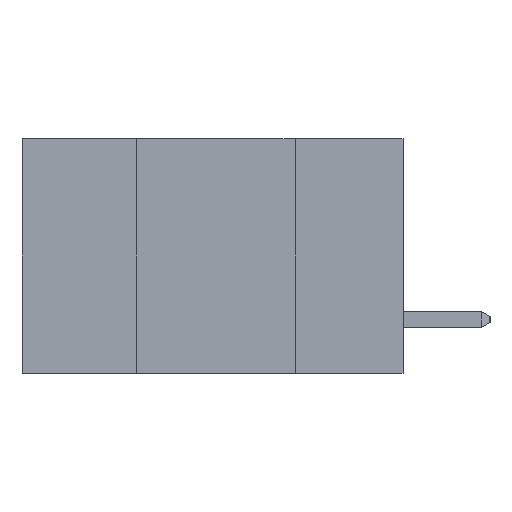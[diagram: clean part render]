
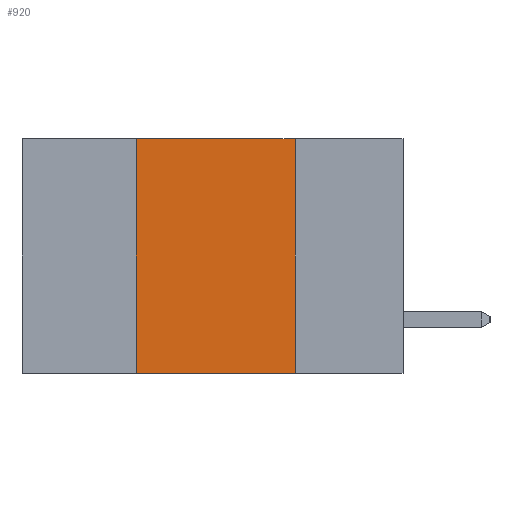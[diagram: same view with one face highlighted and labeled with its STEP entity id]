
A CAD part, left-side view. The second image highlights one B-rep face of the part: STEP entity #920.
In plain terms, the highlighted planar face has unit normal (-1, 0, 0).
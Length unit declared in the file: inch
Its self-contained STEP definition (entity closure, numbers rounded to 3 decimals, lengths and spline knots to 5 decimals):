
#635 = ORIENTED_EDGE ( 'NONE', *, *, #16274, .F. ) ;
#920 = ADVANCED_FACE ( 'NONE', ( #15803 ), #4455, .F. ) ;
#3769 = LINE ( 'NONE', #6213, #11181 ) ;
#3782 = ORIENTED_EDGE ( 'NONE', *, *, #20760, .F. ) ;
#4455 = PLANE ( 'NONE',  #13981 ) ;
#4814 = LINE ( 'NONE', #5240, #17524 ) ;
#4865 = VERTEX_POINT ( 'NONE', #10285 ) ;
#5240 = CARTESIAN_POINT ( 'NONE',  ( 0., 0.6, -0.37 ) ) ;
#5738 = VERTEX_POINT ( 'NONE', #21112 ) ;
#5974 = DIRECTION ( 'NONE',  ( 0., 0., -1. ) ) ;
#6213 = CARTESIAN_POINT ( 'NONE',  ( 0., 0.6, 0. ) ) ;
#6912 = LINE ( 'NONE', #14274, #21701 ) ;
#6943 = DIRECTION ( 'NONE',  ( 0., -1., 0. ) ) ;
#7311 = EDGE_LOOP ( 'NONE', ( #3782, #13387, #635, #10811 ) ) ;
#8021 = VERTEX_POINT ( 'NONE', #16660 ) ;
#9626 = DIRECTION ( 'NONE',  ( 0., -1., 0. ) ) ;
#9876 = DIRECTION ( 'NONE',  ( 0., 0., 1. ) ) ;
#10285 = CARTESIAN_POINT ( 'NONE',  ( 0., 0.42, 0. ) ) ;
#10450 = VECTOR ( 'NONE', #9876, 39.37008 ) ;
#10811 = ORIENTED_EDGE ( 'NONE', *, *, #20517, .T. ) ;
#11181 = VECTOR ( 'NONE', #9626, 39.37008 ) ;
#11632 = VERTEX_POINT ( 'NONE', #12108 ) ;
#11712 = CARTESIAN_POINT ( 'NONE',  ( 0., 0.42, 0. ) ) ;
#12108 = CARTESIAN_POINT ( 'NONE',  ( 0., 0.17, -0.37 ) ) ;
#12577 = EDGE_CURVE ( 'NONE', #4865, #8021, #3769, .T. ) ;
#13387 = ORIENTED_EDGE ( 'NONE', *, *, #12577, .F. ) ;
#13981 = AXIS2_PLACEMENT_3D ( 'NONE', #16373, #18132, #16300 ) ;
#14274 = CARTESIAN_POINT ( 'NONE',  ( 0., 0.17, 0. ) ) ;
#15803 = FACE_OUTER_BOUND ( 'NONE', #7311, .T. ) ;
#16274 = EDGE_CURVE ( 'NONE', #5738, #4865, #19162, .T. ) ;
#16300 = DIRECTION ( 'NONE',  ( 0., 0., -1. ) ) ;
#16373 = CARTESIAN_POINT ( 'NONE',  ( 0., 0.6, 0. ) ) ;
#16660 = CARTESIAN_POINT ( 'NONE',  ( 0., 0.17, 0. ) ) ;
#17524 = VECTOR ( 'NONE', #6943, 39.37008 ) ;
#18132 = DIRECTION ( 'NONE',  ( 1., 0., 0. ) ) ;
#19162 = LINE ( 'NONE', #11712, #10450 ) ;
#20517 = EDGE_CURVE ( 'NONE', #5738, #11632, #4814, .T. ) ;
#20760 = EDGE_CURVE ( 'NONE', #8021, #11632, #6912, .T. ) ;
#21112 = CARTESIAN_POINT ( 'NONE',  ( 0., 0.42, -0.37 ) ) ;
#21701 = VECTOR ( 'NONE', #5974, 39.37008 ) ;
